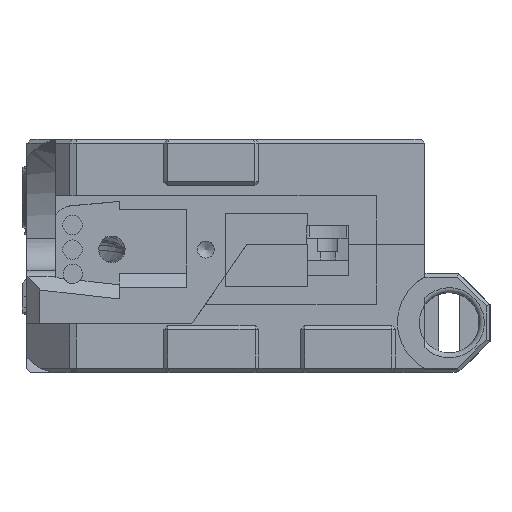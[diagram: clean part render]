
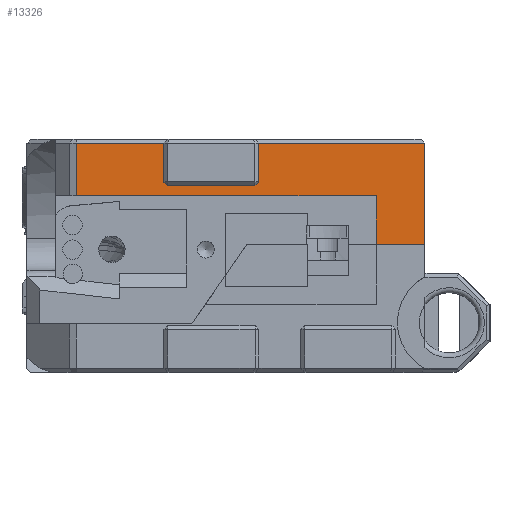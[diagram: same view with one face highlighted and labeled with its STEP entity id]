
A CAD part, top view. The second image highlights one B-rep face of the part: STEP entity #13326.
In plain terms, the highlighted face is planar.
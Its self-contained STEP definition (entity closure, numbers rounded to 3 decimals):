
#1299=PLANE('',#14433);
#1981=FACE_OUTER_BOUND('',#2780,.T.);
#2780=EDGE_LOOP('',(#11797,#11798,#11799,#11800,#11801,#11802,#11803,#11804,
#11805,#11806,#11807,#11808));
#3802=LINE('',#22233,#5028);
#3805=LINE('',#22240,#5031);
#3859=LINE('',#22357,#5085);
#3947=LINE('',#23145,#5173);
#3968=LINE('',#23197,#5194);
#4019=LINE('',#24483,#5245);
#4027=LINE('',#24511,#5253);
#4028=LINE('',#24512,#5254);
#4029=LINE('',#24514,#5255);
#4030=LINE('',#24515,#5256);
#4031=LINE('',#24516,#5257);
#4032=LINE('',#24517,#5258);
#5028=VECTOR('',#16680,10.);
#5031=VECTOR('',#16687,10.);
#5085=VECTOR('',#16801,10.);
#5173=VECTOR('',#17121,10.);
#5194=VECTOR('',#17184,10.);
#5245=VECTOR('',#17415,10.);
#5253=VECTOR('',#17449,10.);
#5254=VECTOR('',#17450,10.);
#5255=VECTOR('',#17451,10.);
#5256=VECTOR('',#17452,10.);
#5257=VECTOR('',#17453,10.);
#5258=VECTOR('',#17454,10.);
#6303=VERTEX_POINT('',#22229);
#6304=VERTEX_POINT('',#22231);
#6305=VERTEX_POINT('',#22237);
#6306=VERTEX_POINT('',#22239);
#6448=VERTEX_POINT('',#23134);
#6452=VERTEX_POINT('',#23143);
#6462=VERTEX_POINT('',#23196);
#6545=VERTEX_POINT('',#24477);
#6547=VERTEX_POINT('',#24481);
#6553=VERTEX_POINT('',#24509);
#6554=VERTEX_POINT('',#24510);
#6555=VERTEX_POINT('',#24513);
#7951=EDGE_CURVE('',#6304,#6303,#3802,.F.);
#7954=EDGE_CURVE('',#6306,#6305,#3805,.T.);
#8013=EDGE_CURVE('',#6305,#6303,#3859,.T.);
#8185=EDGE_CURVE('',#6452,#6448,#3947,.T.);
#8210=EDGE_CURVE('',#6462,#6448,#3968,.T.);
#8360=EDGE_CURVE('',#6545,#6547,#4019,.T.);
#8373=EDGE_CURVE('',#6553,#6554,#4027,.T.);
#8374=EDGE_CURVE('',#6553,#6306,#4028,.T.);
#8375=EDGE_CURVE('',#6304,#6555,#4029,.T.);
#8376=EDGE_CURVE('',#6545,#6555,#4030,.T.);
#8377=EDGE_CURVE('',#6547,#6462,#4031,.T.);
#8378=EDGE_CURVE('',#6554,#6452,#4032,.T.);
#11797=ORIENTED_EDGE('',*,*,#8373,.F.);
#11798=ORIENTED_EDGE('',*,*,#8374,.T.);
#11799=ORIENTED_EDGE('',*,*,#7954,.T.);
#11800=ORIENTED_EDGE('',*,*,#8013,.T.);
#11801=ORIENTED_EDGE('',*,*,#7951,.F.);
#11802=ORIENTED_EDGE('',*,*,#8375,.T.);
#11803=ORIENTED_EDGE('',*,*,#8376,.F.);
#11804=ORIENTED_EDGE('',*,*,#8360,.T.);
#11805=ORIENTED_EDGE('',*,*,#8377,.T.);
#11806=ORIENTED_EDGE('',*,*,#8210,.T.);
#11807=ORIENTED_EDGE('',*,*,#8185,.F.);
#11808=ORIENTED_EDGE('',*,*,#8378,.F.);
#13326=ADVANCED_FACE('',(#1981),#1299,.T.);
#14433=AXIS2_PLACEMENT_3D('',#24508,#17447,#17448);
#16680=DIRECTION('',(0.,-0.707,0.707));
#16687=DIRECTION('',(0.,-0.707,-0.707));
#16801=DIRECTION('',(0.,-1.,0.));
#17121=DIRECTION('',(0.,-1.,0.));
#17184=DIRECTION('',(0.,0.,-1.));
#17415=DIRECTION('',(0.,0.,-1.));
#17447=DIRECTION('center_axis',(1.,0.,0.));
#17448=DIRECTION('ref_axis',(0.,0.,-1.));
#17449=DIRECTION('',(0.,1.,0.));
#17450=DIRECTION('',(0.,0.,-1.));
#17451=DIRECTION('',(0.,0.,1.));
#17452=DIRECTION('',(0.,1.,0.));
#17453=DIRECTION('',(0.,1.,0.));
#17454=DIRECTION('',(0.,0.,-1.));
#22229=CARTESIAN_POINT('',(18.65,-16.757,54.457));
#22231=CARTESIAN_POINT('',(18.65,-16.9,54.6));
#22233=CARTESIAN_POINT('',(18.65,-13.3,51.));
#22237=CARTESIAN_POINT('',(18.65,-7.243,54.457));
#22239=CARTESIAN_POINT('',(18.65,-7.1,54.6));
#22240=CARTESIAN_POINT('',(18.65,-9.95,51.75));
#22357=CARTESIAN_POINT('',(18.65,-7.1,54.457));
#23134=CARTESIAN_POINT('',(18.65,4.987,48.17));
#23143=CARTESIAN_POINT('',(18.65,10.,48.17));
#23145=CARTESIAN_POINT('',(18.65,-9.25,48.17));
#23196=CARTESIAN_POINT('',(18.65,4.987,53.21));
#23197=CARTESIAN_POINT('',(18.65,4.987,44.505));
#24477=CARTESIAN_POINT('',(18.65,-25.9,58.6));
#24481=CARTESIAN_POINT('',(18.65,-25.9,53.21));
#24483=CARTESIAN_POINT('',(18.65,-25.9,41.));
#24508=CARTESIAN_POINT('Origin',(18.65,-10.5,47.));
#24509=CARTESIAN_POINT('',(18.65,-7.1,58.6));
#24510=CARTESIAN_POINT('',(18.65,10.,58.6));
#24511=CARTESIAN_POINT('',(18.65,-0.25,58.6));
#24512=CARTESIAN_POINT('',(18.65,-7.1,53.));
#24513=CARTESIAN_POINT('',(18.65,-16.9,58.6));
#24514=CARTESIAN_POINT('',(18.65,-16.9,53.));
#24515=CARTESIAN_POINT('',(18.65,-0.25,58.6));
#24516=CARTESIAN_POINT('',(18.65,-2.756,53.21));
#24517=CARTESIAN_POINT('',(18.65,10.,49.091));
